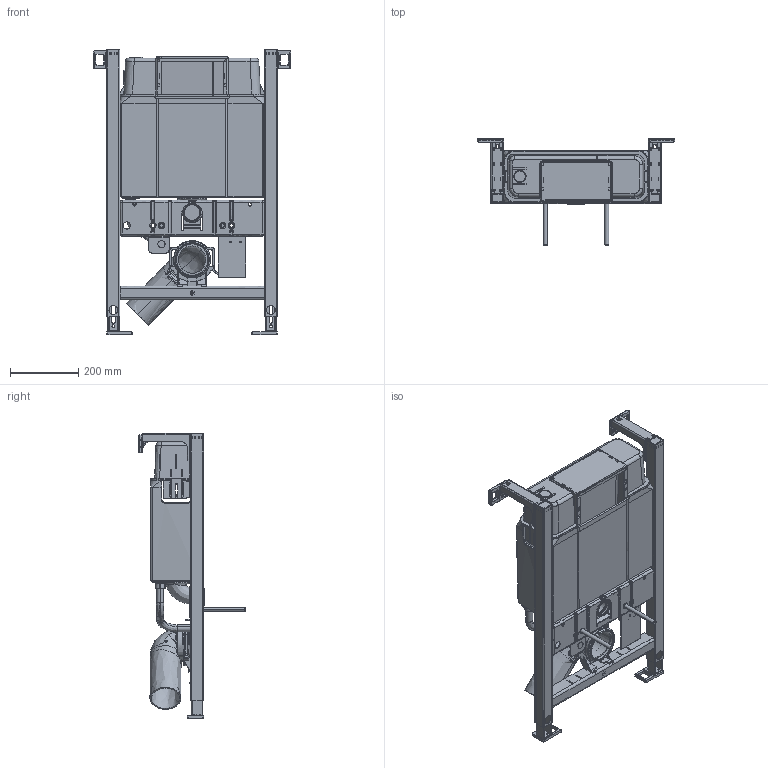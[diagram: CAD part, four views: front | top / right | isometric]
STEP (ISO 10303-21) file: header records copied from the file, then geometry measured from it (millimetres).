
FILE_DESCRIPTION(/* description */ (''),/* implementation_level */ '2;1');
FILE_NAME(/* name */ 'WD1016',/* time_stamp */ '2021-06-29T08:53:02+02:00',/* author */ (''),/* organization */ (''),/* preprocessor_version */ 'ST-DEVELOPER v15',/* originating_system */ '',/* authorisation */ '');
FILE_SCHEMA (('AUTOMOTIVE_DESIGN'));
Products named in the file (2): Document; Block 01
Assembly tree (1 placements, depth 2):
  Document
    Block 01
Bounding box: 578.24 x 311.5 x 836.5 mm (x, y, z)
Volume: 1969186.4 mm3; surface area: 2079818.5 mm2
Topology: 30 solids, 39 shells, 6856 faces, 18117 edges, 11288 vertices
Faces by surface type: plane 3620, bspline 3236
Entity records: 305196 total; most frequent: CARTESIAN_POINT 195955, ORIENTED_EDGE 35862, EDGE_CURVE 18013, B_SPLINE_CURVE_WITH_KNOTS 11651, VERTEX_POINT 11288, EDGE_LOOP 7214, ADVANCED_FACE 6856, FACE_OUTER_BOUND 6856
